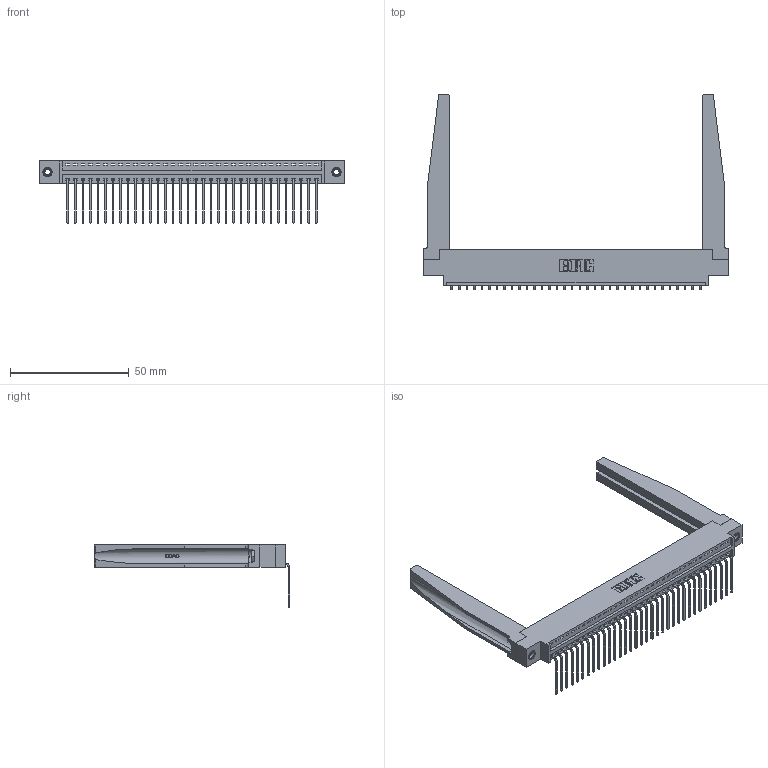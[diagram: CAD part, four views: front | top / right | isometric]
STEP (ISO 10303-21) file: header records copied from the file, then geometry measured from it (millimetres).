
FILE_DESCRIPTION (( 'STEP AP203' ), '1' );
FILE_NAME ('396-034-559-678.STEP', '2019-10-31T22:13:58', ( '' ), ( '' ), 'SwSTEP 2.0', 'SolidWorks 2016', '' );
FILE_SCHEMA (( 'CONFIG_CONTROL_DESIGN' ));
Length unit declared in the file: inch
Products named in the file (5): 345-292-001_558 559 Tail - 1; 346-220-078_345-220-078; 345-250-001_345-250-001-102; 346 Part_0.170 Offset - 0.156 Dia-TH; 396-034-559-678
Assembly tree (39 placements, depth 2):
  396-034-559-678
    346 Part_0.170 Offset - 0.156 Dia-TH
    345-292-001_558 559 Tail - 1  x34
    346-220-078_345-220-078  x2
    345-250-001_345-250-001-102  x2
Bounding box: 128.52 x 82.36 x 26.16 mm (x, y, z)
Volume: 19115 mm3; surface area: 22546 mm2
Topology: 39 solids, 39 shells, 2400 faces, 7137 edges, 4702 vertices
Faces by surface type: plane 1650, cylinder 698, bspline 36, cone 12, torus 4
Entity records: 27142 total; most frequent: CARTESIAN_POINT 5569, ORIENTED_EDGE 4426, DIRECTION 3907, EDGE_CURVE 2213, LINE 1851, VECTOR 1851, VERTEX_POINT 1468, AXIS2_PLACEMENT_3D 1028
